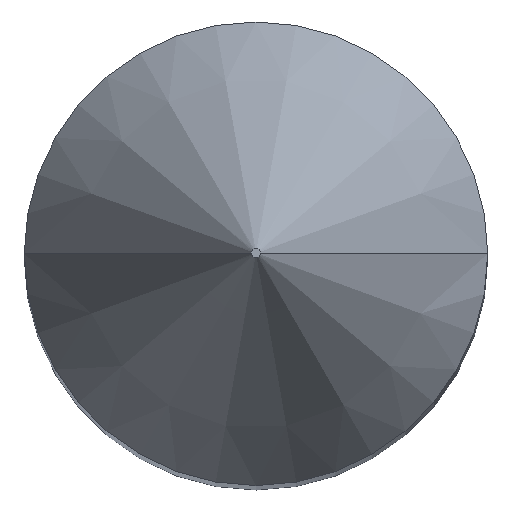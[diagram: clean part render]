
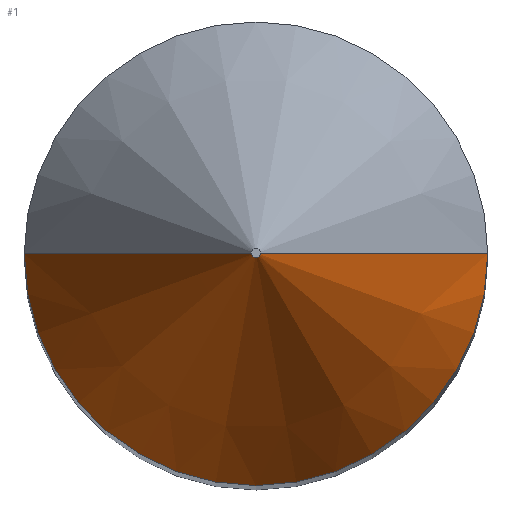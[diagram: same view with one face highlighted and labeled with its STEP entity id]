
A CAD part, top view. The second image highlights one B-rep face of the part: STEP entity #1.
In plain terms, the highlighted conical face has half-angle 30 degrees and reference radius 0.1 mm.
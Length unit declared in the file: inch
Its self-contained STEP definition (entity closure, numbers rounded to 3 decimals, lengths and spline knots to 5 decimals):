
#1 = ADVANCED_FACE ( 'NONE', ( #235 ), #5, .T. ) ;
#5 = CONICAL_SURFACE ( 'NONE', #208, 0.00394, 0.524 ) ;
#7 = VERTEX_POINT ( 'NONE', #183 ) ;
#9 = CARTESIAN_POINT ( 'NONE',  ( -0.00394, 0., 2.83465 ) ) ;
#10 = CARTESIAN_POINT ( 'NONE',  ( 0.19685, 0., 2.50051 ) ) ;
#14 = DIRECTION ( 'NONE',  ( 1., 0., 0. ) ) ;
#16 = EDGE_CURVE ( 'NONE', #137, #135, #199, .T. ) ;
#28 = CARTESIAN_POINT ( 'NONE',  ( 0., 0., 2.50051 ) ) ;
#30 = CARTESIAN_POINT ( 'NONE',  ( 0.00394, 0., 2.83465 ) ) ;
#47 = CARTESIAN_POINT ( 'NONE',  ( 0., 0., 2.83465 ) ) ;
#49 = AXIS2_PLACEMENT_3D ( 'NONE', #28, #161, #236 ) ;
#50 = DIRECTION ( 'NONE',  ( -1., 0., 0. ) ) ;
#57 = EDGE_LOOP ( 'NONE', ( #243, #141, #154, #172 ) ) ;
#58 = VERTEX_POINT ( 'NONE', #9 ) ;
#63 = DIRECTION ( 'NONE',  ( 0., 0., -1. ) ) ;
#71 = EDGE_CURVE ( 'NONE', #135, #7, #230, .T. ) ;
#81 = LINE ( 'NONE', #225, #232 ) ;
#101 = CARTESIAN_POINT ( 'NONE',  ( 0.00394, 0., 2.83465 ) ) ;
#112 = EDGE_CURVE ( 'NONE', #137, #58, #218, .T. ) ;
#135 = VERTEX_POINT ( 'NONE', #10 ) ;
#137 = VERTEX_POINT ( 'NONE', #30 ) ;
#141 = ORIENTED_EDGE ( 'NONE', *, *, #222, .T. ) ;
#144 = DIRECTION ( 'NONE',  ( 0.5, 0., -0.866 ) ) ;
#151 = AXIS2_PLACEMENT_3D ( 'NONE', #221, #63, #50 ) ;
#154 = ORIENTED_EDGE ( 'NONE', *, *, #71, .F. ) ;
#161 = DIRECTION ( 'NONE',  ( 0., 0., -1. ) ) ;
#163 = DIRECTION ( 'NONE',  ( 0., 0., -1. ) ) ;
#172 = ORIENTED_EDGE ( 'NONE', *, *, #16, .F. ) ;
#183 = CARTESIAN_POINT ( 'NONE',  ( -0.19685, 0., 2.50051 ) ) ;
#199 = LINE ( 'NONE', #101, #242 ) ;
#208 = AXIS2_PLACEMENT_3D ( 'NONE', #47, #163, #14 ) ;
#218 = CIRCLE ( 'NONE', #151, 0.00394 ) ;
#221 = CARTESIAN_POINT ( 'NONE',  ( 0., 0., 2.83465 ) ) ;
#222 = EDGE_CURVE ( 'NONE', #58, #7, #81, .T. ) ;
#225 = CARTESIAN_POINT ( 'NONE',  ( -0.00394, 0., 2.83465 ) ) ;
#230 = CIRCLE ( 'NONE', #49, 0.19685 ) ;
#232 = VECTOR ( 'NONE', #246, 39.37008 ) ;
#235 = FACE_OUTER_BOUND ( 'NONE', #57, .T. ) ;
#236 = DIRECTION ( 'NONE',  ( -1., 0., 0. ) ) ;
#242 = VECTOR ( 'NONE', #144, 39.37008 ) ;
#243 = ORIENTED_EDGE ( 'NONE', *, *, #112, .T. ) ;
#246 = DIRECTION ( 'NONE',  ( -0.5, 0., -0.866 ) ) ;
